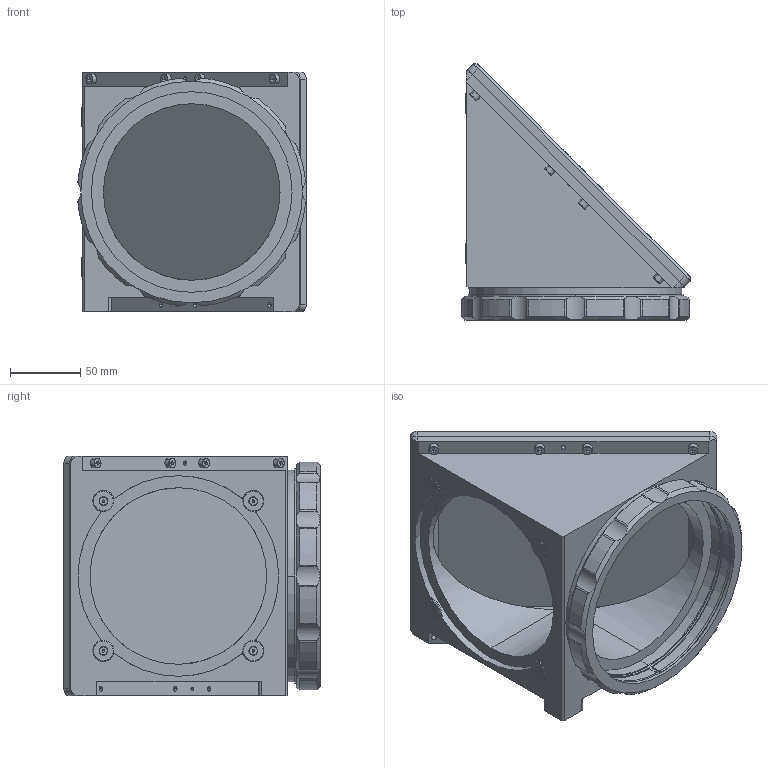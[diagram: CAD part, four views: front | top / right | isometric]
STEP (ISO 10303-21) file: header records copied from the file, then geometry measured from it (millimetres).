
FILE_DESCRIPTION (( 'STEP AP203' ), '1' );
FILE_NAME ('DP22431-B_CMMR096.step', '2022-01-14T15:35:45', ( '' ), ( '' ), 'SwSTEP 2.0', 'SolidWorks 2021', '' );
FILE_SCHEMA (( 'CONFIG_CONTROL_DESIGN' ));
Length unit declared in the file: millimetre
Products named in the file (1): DP22431-B_CMMR096
Bounding box: 162.67 x 182.52 x 171 mm (x, y, z)
Surface area: 224288.7 mm2 (no closed solid volume)
Topology: 0 solids, 38 shells, 394 faces, 1164 edges, 787 vertices
Faces by surface type: cylinder 174, plane 132, cone 72, torus 16
Entity records: 13900 total; most frequent: CARTESIAN_POINT 3355, DIRECTION 2258, ORIENTED_EDGE 1975, EDGE_CURVE 1140, AXIS2_PLACEMENT_3D 850, VERTEX_POINT 787, LINE 558, VECTOR 558
